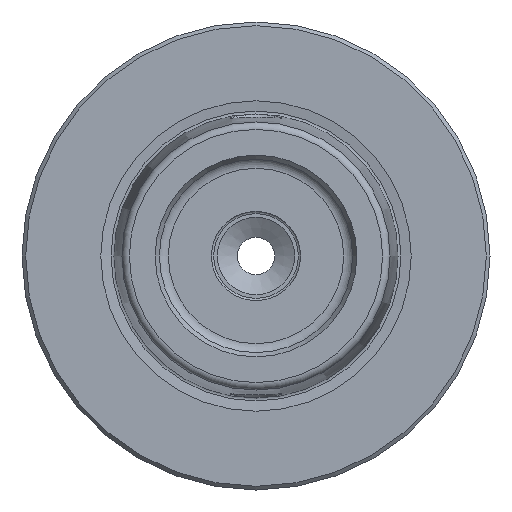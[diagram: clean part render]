
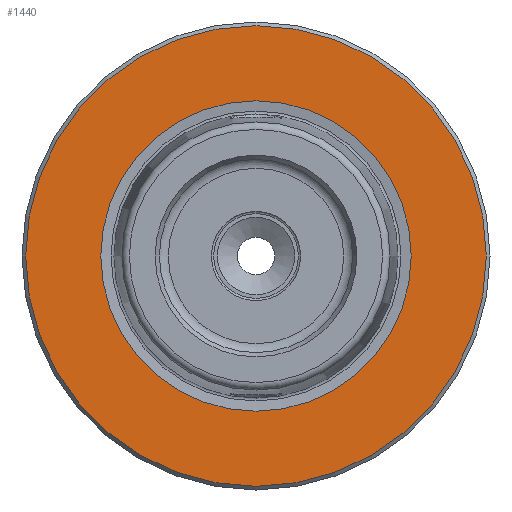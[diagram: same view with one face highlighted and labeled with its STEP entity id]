
A CAD part, left-side view. The second image highlights one B-rep face of the part: STEP entity #1440.
In plain terms, the highlighted planar face has unit normal (-1, 0, 0).
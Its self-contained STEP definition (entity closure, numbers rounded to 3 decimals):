
#39=FACE_BOUND('',#222,.T.);
#50=PLANE('',#1673);
#142=FACE_OUTER_BOUND('',#221,.T.);
#221=EDGE_LOOP('',(#1267,#1268));
#222=EDGE_LOOP('',(#1269,#1270));
#461=CIRCLE('',#1670,20.89);
#462=CIRCLE('',#1671,20.89);
#464=CIRCLE('',#1674,31.);
#465=CIRCLE('',#1675,31.);
#639=VERTEX_POINT('',#2994);
#640=VERTEX_POINT('',#2996);
#641=VERTEX_POINT('',#3001);
#642=VERTEX_POINT('',#3002);
#857=EDGE_CURVE('',#640,#639,#461,.T.);
#858=EDGE_CURVE('',#639,#640,#462,.T.);
#860=EDGE_CURVE('',#641,#642,#464,.T.);
#861=EDGE_CURVE('',#642,#641,#465,.T.);
#1267=ORIENTED_EDGE('',*,*,#860,.F.);
#1268=ORIENTED_EDGE('',*,*,#861,.F.);
#1269=ORIENTED_EDGE('',*,*,#857,.T.);
#1270=ORIENTED_EDGE('',*,*,#858,.T.);
#1440=ADVANCED_FACE('',(#142,#39),#50,.T.);
#1670=AXIS2_PLACEMENT_3D('',#2997,#2145,#2146);
#1671=AXIS2_PLACEMENT_3D('',#2998,#2147,#2148);
#1673=AXIS2_PLACEMENT_3D('',#3000,#2151,#2152);
#1674=AXIS2_PLACEMENT_3D('',#3003,#2153,#2154);
#1675=AXIS2_PLACEMENT_3D('',#3004,#2155,#2156);
#2145=DIRECTION('center_axis',(1.,0.,0.));
#2146=DIRECTION('ref_axis',(0.,0.,-1.));
#2147=DIRECTION('center_axis',(1.,0.,0.));
#2148=DIRECTION('ref_axis',(0.,0.,-1.));
#2151=DIRECTION('center_axis',(-1.,0.,0.));
#2152=DIRECTION('ref_axis',(0.,0.,1.));
#2153=DIRECTION('center_axis',(1.,0.,0.));
#2154=DIRECTION('ref_axis',(0.,0.,-1.));
#2155=DIRECTION('center_axis',(1.,0.,0.));
#2156=DIRECTION('ref_axis',(0.,0.,-1.));
#2994=CARTESIAN_POINT('',(0.,-20.89,0.));
#2996=CARTESIAN_POINT('',(0.,20.89,0.));
#2997=CARTESIAN_POINT('Origin',(0.,0.,0.));
#2998=CARTESIAN_POINT('Origin',(0.,0.,0.));
#3000=CARTESIAN_POINT('Origin',(0.,31.,0.));
#3001=CARTESIAN_POINT('',(0.,31.,0.));
#3002=CARTESIAN_POINT('',(0.,-31.,0.));
#3003=CARTESIAN_POINT('Origin',(0.,0.,0.));
#3004=CARTESIAN_POINT('Origin',(0.,0.,0.));
